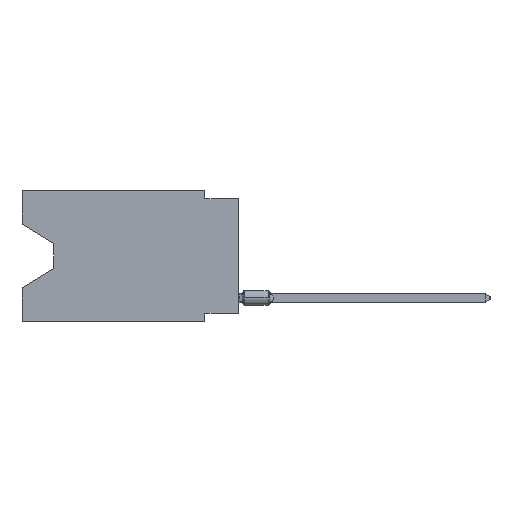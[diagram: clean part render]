
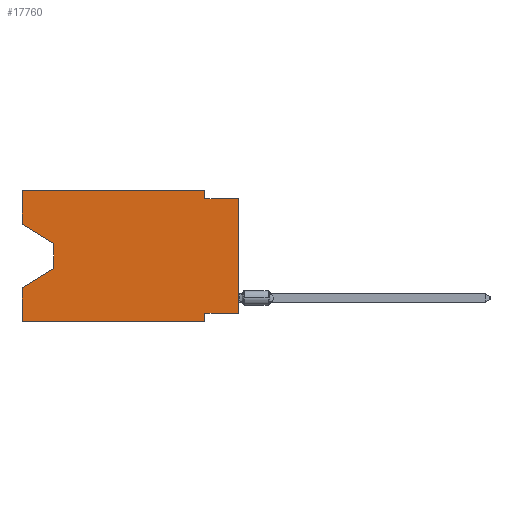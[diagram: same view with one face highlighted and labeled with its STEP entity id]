
A CAD part, left-side view. The second image highlights one B-rep face of the part: STEP entity #17760.
In plain terms, the highlighted planar face has unit normal (-1, 0, 0).
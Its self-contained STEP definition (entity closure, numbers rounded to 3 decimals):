
#419 = EDGE_CURVE ( 'NONE', #11383, #42418, #19254, .T. ) ;
#437 = VERTEX_POINT ( 'NONE', #12300 ) ;
#526 = ORIENTED_EDGE ( 'NONE', *, *, #31116, .T. ) ;
#938 = ORIENTED_EDGE ( 'NONE', *, *, #44390, .F. ) ;
#1019 = EDGE_CURVE ( 'NONE', #11383, #38232, #18245, .T. ) ;
#1026 = CARTESIAN_POINT ( 'NONE',  ( 0., 16.383, 0. ) ) ;
#1035 = VECTOR ( 'NONE', #43398, 1000. ) ;
#1349 = CARTESIAN_POINT ( 'NONE',  ( 0., 16.383, 0. ) ) ;
#1646 = VERTEX_POINT ( 'NONE', #37917 ) ;
#2225 = ORIENTED_EDGE ( 'NONE', *, *, #33046, .T. ) ;
#3086 = ORIENTED_EDGE ( 'NONE', *, *, #4807, .F. ) ;
#3493 = VECTOR ( 'NONE', #4241, 1000. ) ;
#3898 = DIRECTION ( 'NONE',  ( 0., 0., 1. ) ) ;
#4083 = CARTESIAN_POINT ( 'NONE',  ( 0., 2.54, -9.906 ) ) ;
#4171 = VECTOR ( 'NONE', #11621, 1000. ) ;
#4241 = DIRECTION ( 'NONE',  ( 0., 0., 1. ) ) ;
#4266 = LINE ( 'NONE', #43319, #4171 ) ;
#4475 = DIRECTION ( 'NONE',  ( 0., 0., -1. ) ) ;
#4807 = EDGE_CURVE ( 'NONE', #16943, #38232, #24669, .T. ) ;
#4810 = VERTEX_POINT ( 'NONE', #27884 ) ;
#4921 = FACE_OUTER_BOUND ( 'NONE', #4978, .T. ) ;
#4978 = EDGE_LOOP ( 'NONE', ( #40281, #2225, #526, #19683, #43788, #12028, #29902, #45134, #3086, #15780, #21709, #938 ) ) ;
#7169 = CARTESIAN_POINT ( 'NONE',  ( 0., 2.54, -9.271 ) ) ;
#8904 = DIRECTION ( 'NONE',  ( 0., -1., 0. ) ) ;
#9052 = CARTESIAN_POINT ( 'NONE',  ( 0., 16.383, 0. ) ) ;
#9156 = EDGE_CURVE ( 'NONE', #37580, #17298, #33405, .T. ) ;
#9594 = VECTOR ( 'NONE', #45483, 1000. ) ;
#9914 = CARTESIAN_POINT ( 'NONE',  ( 0., 0., -9.271 ) ) ;
#10423 = CARTESIAN_POINT ( 'NONE',  ( 0., 16.383, -2.546 ) ) ;
#10626 = CARTESIAN_POINT ( 'NONE',  ( 0., 0., 0. ) ) ;
#10806 = VECTOR ( 'NONE', #17534, 1000. ) ;
#10824 = LINE ( 'NONE', #42047, #10806 ) ;
#11383 = VERTEX_POINT ( 'NONE', #9914 ) ;
#11621 = DIRECTION ( 'NONE',  ( 0., -0.855, -0.519 ) ) ;
#12028 = ORIENTED_EDGE ( 'NONE', *, *, #14945, .F. ) ;
#12300 = CARTESIAN_POINT ( 'NONE',  ( 0., 2.54, 0. ) ) ;
#12535 = CARTESIAN_POINT ( 'NONE',  ( 0., 0., -9.271 ) ) ;
#13250 = VECTOR ( 'NONE', #4475, 1000. ) ;
#14598 = AXIS2_PLACEMENT_3D ( 'NONE', #9052, #23148, #32872 ) ;
#14941 = DIRECTION ( 'NONE',  ( 0., 1., 0. ) ) ;
#14945 = EDGE_CURVE ( 'NONE', #42418, #17298, #28337, .T. ) ;
#15780 = ORIENTED_EDGE ( 'NONE', *, *, #36851, .F. ) ;
#16401 = CARTESIAN_POINT ( 'NONE',  ( 0., 0., -0.635 ) ) ;
#16788 = VECTOR ( 'NONE', #8904, 1000. ) ;
#16943 = VERTEX_POINT ( 'NONE', #28323 ) ;
#17298 = VERTEX_POINT ( 'NONE', #19505 ) ;
#17534 = DIRECTION ( 'NONE',  ( 0., 0., -1. ) ) ;
#17760 = ADVANCED_FACE ( 'NONE', ( #4921 ), #33321, .F. ) ;
#17923 = CARTESIAN_POINT ( 'NONE',  ( 0., 16.383, -9.906 ) ) ;
#18245 = LINE ( 'NONE', #10626, #33975 ) ;
#19254 = LINE ( 'NONE', #12535, #24483 ) ;
#19505 = CARTESIAN_POINT ( 'NONE',  ( 0., 2.54, -9.906 ) ) ;
#19544 = VECTOR ( 'NONE', #42851, 1000. ) ;
#19683 = ORIENTED_EDGE ( 'NONE', *, *, #43956, .F. ) ;
#21153 = VECTOR ( 'NONE', #3898, 1000. ) ;
#21709 = ORIENTED_EDGE ( 'NONE', *, *, #36114, .F. ) ;
#22713 = VERTEX_POINT ( 'NONE', #25870 ) ;
#23148 = DIRECTION ( 'NONE',  ( 1., 0., 0. ) ) ;
#24221 = CARTESIAN_POINT ( 'NONE',  ( 0., 16.383, 0. ) ) ;
#24483 = VECTOR ( 'NONE', #14941, 1000. ) ;
#24669 = LINE ( 'NONE', #41323, #9594 ) ;
#24877 = DIRECTION ( 'NONE',  ( 0., 0., -1. ) ) ;
#25870 = CARTESIAN_POINT ( 'NONE',  ( 0., 16.383, -7.36 ) ) ;
#27884 = CARTESIAN_POINT ( 'NONE',  ( 0., 13.97, -5.893 ) ) ;
#28272 = CARTESIAN_POINT ( 'NONE',  ( 0., 13.97, -5.893 ) ) ;
#28323 = CARTESIAN_POINT ( 'NONE',  ( 0., 2.54, -0.635 ) ) ;
#28337 = LINE ( 'NONE', #4083, #35507 ) ;
#28482 = CARTESIAN_POINT ( 'NONE',  ( 0., 2.54, 0. ) ) ;
#29279 = LINE ( 'NONE', #1349, #1035 ) ;
#29396 = LINE ( 'NONE', #1026, #3493 ) ;
#29663 = EDGE_CURVE ( 'NONE', #32744, #37469, #4266, .T. ) ;
#29902 = ORIENTED_EDGE ( 'NONE', *, *, #419, .F. ) ;
#31116 = EDGE_CURVE ( 'NONE', #4810, #22713, #42152, .T. ) ;
#32342 = DIRECTION ( 'NONE',  ( 0., 0., 1. ) ) ;
#32744 = VERTEX_POINT ( 'NONE', #10423 ) ;
#32872 = DIRECTION ( 'NONE',  ( 0., 0., -1. ) ) ;
#33046 = EDGE_CURVE ( 'NONE', #37469, #4810, #10824, .T. ) ;
#33321 = PLANE ( 'NONE',  #14598 ) ;
#33405 = LINE ( 'NONE', #33855, #16788 ) ;
#33855 = CARTESIAN_POINT ( 'NONE',  ( 0., 16.383, -9.906 ) ) ;
#33975 = VECTOR ( 'NONE', #32342, 1000. ) ;
#34394 = LINE ( 'NONE', #24221, #21153 ) ;
#35507 = VECTOR ( 'NONE', #24877, 1000. ) ;
#36113 = LINE ( 'NONE', #28482, #13250 ) ;
#36114 = EDGE_CURVE ( 'NONE', #1646, #437, #29279, .T. ) ;
#36851 = EDGE_CURVE ( 'NONE', #437, #16943, #36113, .T. ) ;
#37469 = VERTEX_POINT ( 'NONE', #45687 ) ;
#37580 = VERTEX_POINT ( 'NONE', #17923 ) ;
#37917 = CARTESIAN_POINT ( 'NONE',  ( 0., 16.383, 0. ) ) ;
#38232 = VERTEX_POINT ( 'NONE', #16401 ) ;
#40281 = ORIENTED_EDGE ( 'NONE', *, *, #29663, .T. ) ;
#41323 = CARTESIAN_POINT ( 'NONE',  ( 0., 0., -0.635 ) ) ;
#42047 = CARTESIAN_POINT ( 'NONE',  ( 0., 13.97, -4.013 ) ) ;
#42152 = LINE ( 'NONE', #28272, #19544 ) ;
#42418 = VERTEX_POINT ( 'NONE', #7169 ) ;
#42851 = DIRECTION ( 'NONE',  ( 0., 0.855, -0.519 ) ) ;
#43319 = CARTESIAN_POINT ( 'NONE',  ( 0., 16.383, -2.546 ) ) ;
#43398 = DIRECTION ( 'NONE',  ( 0., -1., 0. ) ) ;
#43788 = ORIENTED_EDGE ( 'NONE', *, *, #9156, .T. ) ;
#43956 = EDGE_CURVE ( 'NONE', #37580, #22713, #34394, .T. ) ;
#44390 = EDGE_CURVE ( 'NONE', #32744, #1646, #29396, .T. ) ;
#45134 = ORIENTED_EDGE ( 'NONE', *, *, #1019, .T. ) ;
#45483 = DIRECTION ( 'NONE',  ( 0., -1., 0. ) ) ;
#45687 = CARTESIAN_POINT ( 'NONE',  ( 0., 13.97, -4.013 ) ) ;
